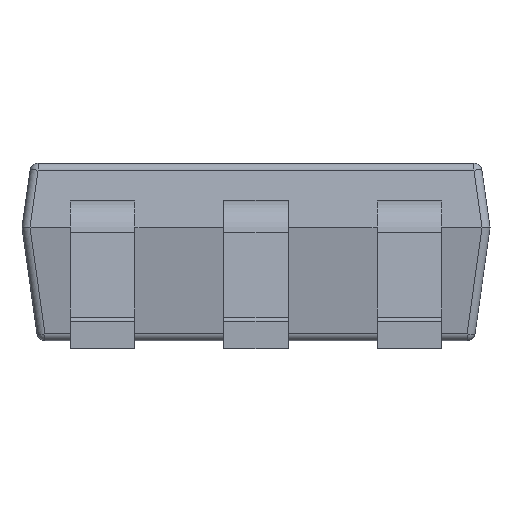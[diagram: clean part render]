
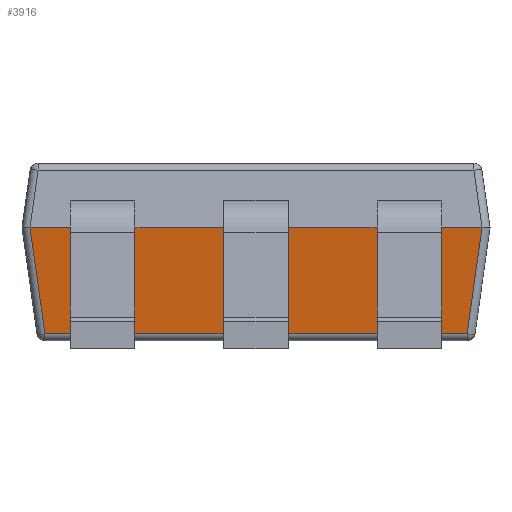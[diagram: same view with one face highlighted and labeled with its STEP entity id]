
A CAD part, front view. The second image highlights one B-rep face of the part: STEP entity #3916.
In plain terms, the highlighted planar face has unit normal (0, -0.99, -0.139).
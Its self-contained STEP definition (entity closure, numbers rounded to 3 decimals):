
#44 = VECTOR ( 'NONE', #14795, 1000. ) ;
#191 = VECTOR ( 'NONE', #4435, 1000. ) ;
#421 = VECTOR ( 'NONE', #17693, 1000. ) ;
#521 = VECTOR ( 'NONE', #14889, 1000. ) ;
#542 = EDGE_CURVE ( 'NONE', #17261, #12556, #1200, .T. ) ;
#544 = DIRECTION ( 'NONE',  ( 1., 0., 0. ) ) ;
#678 = CARTESIAN_POINT ( 'NONE',  ( 1.352, -0.708, -0.657 ) ) ;
#1200 = LINE ( 'NONE', #22032, #44 ) ;
#1796 = ORIENTED_EDGE ( 'NONE', *, *, #3248, .T. ) ;
#2285 = VERTEX_POINT ( 'NONE', #5076 ) ;
#2331 = VERTEX_POINT ( 'NONE', #16494 ) ;
#2607 = VERTEX_POINT ( 'NONE', #7048 ) ;
#2782 = AXIS2_PLACEMENT_3D ( 'NONE', #17853, #21723, #10512 ) ;
#2977 = LINE ( 'NONE', #4724, #8075 ) ;
#3248 = EDGE_CURVE ( 'NONE', #2285, #18561, #9718, .T. ) ;
#3293 = LINE ( 'NONE', #20274, #15522 ) ;
#3743 = EDGE_CURVE ( 'NONE', #20498, #18561, #3293, .T. ) ;
#3916 = ADVANCED_FACE ( 'NONE', ( #4390 ), #13981, .T. ) ;
#4004 = CARTESIAN_POINT ( 'NONE',  ( -1.45, -0.8, 0. ) ) ;
#4390 = FACE_OUTER_BOUND ( 'NONE', #14622, .T. ) ;
#4435 = DIRECTION ( 'NONE',  ( 1., 0., 0. ) ) ;
#4460 = VECTOR ( 'NONE', #9606, 1000. ) ;
#4724 = CARTESIAN_POINT ( 'NONE',  ( -0.5, -0.8, 0. ) ) ;
#4939 = CARTESIAN_POINT ( 'NONE',  ( -1.4, -0.8, 0. ) ) ;
#5076 = CARTESIAN_POINT ( 'NONE',  ( 1.308, -0.708, -0.657 ) ) ;
#7048 = CARTESIAN_POINT ( 'NONE',  ( -0.2, -0.8, 0. ) ) ;
#7288 = CARTESIAN_POINT ( 'NONE',  ( -1.401, -0.801, 0.007 ) ) ;
#7388 = DIRECTION ( 'NONE',  ( 1., 0., 0. ) ) ;
#7473 = VECTOR ( 'NONE', #544, 1000. ) ;
#7673 = ORIENTED_EDGE ( 'NONE', *, *, #542, .F. ) ;
#8047 = LINE ( 'NONE', #678, #191 ) ;
#8075 = VECTOR ( 'NONE', #13951, 1000. ) ;
#8901 = VERTEX_POINT ( 'NONE', #15777 ) ;
#8948 = ORIENTED_EDGE ( 'NONE', *, *, #10910, .F. ) ;
#9338 = EDGE_CURVE ( 'NONE', #8901, #18429, #11961, .T. ) ;
#9340 = ORIENTED_EDGE ( 'NONE', *, *, #3743, .F. ) ;
#9606 = DIRECTION ( 'NONE',  ( 1., 0., 0. ) ) ;
#9718 = LINE ( 'NONE', #16847, #12210 ) ;
#10038 = LINE ( 'NONE', #11890, #7473 ) ;
#10107 = CARTESIAN_POINT ( 'NONE',  ( 0.75, -0.8, 0. ) ) ;
#10330 = VECTOR ( 'NONE', #7388, 1000. ) ;
#10512 = DIRECTION ( 'NONE',  ( 0., 0.139, -0.99 ) ) ;
#10910 = EDGE_CURVE ( 'NONE', #14438, #17261, #15233, .T. ) ;
#11473 = DIRECTION ( 'NONE',  ( 0.138, -0.138, 0.981 ) ) ;
#11890 = CARTESIAN_POINT ( 'NONE',  ( -1.45, -0.8, 0. ) ) ;
#11961 = LINE ( 'NONE', #4004, #421 ) ;
#12210 = VECTOR ( 'NONE', #11473, 1000. ) ;
#12556 = VERTEX_POINT ( 'NONE', #15340 ) ;
#13245 = CARTESIAN_POINT ( 'NONE',  ( -1.45, -0.8, 0. ) ) ;
#13728 = ORIENTED_EDGE ( 'NONE', *, *, #19148, .T. ) ;
#13951 = DIRECTION ( 'NONE',  ( 1., 0., 0. ) ) ;
#13981 = PLANE ( 'NONE',  #2782 ) ;
#14438 = VERTEX_POINT ( 'NONE', #4939 ) ;
#14546 = EDGE_CURVE ( 'NONE', #12556, #2607, #10038, .T. ) ;
#14622 = EDGE_LOOP ( 'NONE', ( #15063, #1796, #9340, #22558, #21382, #21748, #18659, #7673, #8948, #13728 ) ) ;
#14795 = DIRECTION ( 'NONE',  ( 1., 0., 0. ) ) ;
#14889 = DIRECTION ( 'NONE',  ( 0.138, 0.138, -0.981 ) ) ;
#15063 = ORIENTED_EDGE ( 'NONE', *, *, #22738, .T. ) ;
#15116 = LINE ( 'NONE', #13245, #10330 ) ;
#15233 = LINE ( 'NONE', #17099, #4460 ) ;
#15340 = CARTESIAN_POINT ( 'NONE',  ( -0.75, -0.8, 0. ) ) ;
#15430 = CARTESIAN_POINT ( 'NONE',  ( 1.4, -0.8, 0. ) ) ;
#15522 = VECTOR ( 'NONE', #18764, 1000. ) ;
#15553 = EDGE_CURVE ( 'NONE', #2607, #8901, #15116, .T. ) ;
#15777 = CARTESIAN_POINT ( 'NONE',  ( 0.2, -0.8, 0. ) ) ;
#16494 = CARTESIAN_POINT ( 'NONE',  ( -1.308, -0.708, -0.657 ) ) ;
#16847 = CARTESIAN_POINT ( 'NONE',  ( 1.346, -0.746, -0.385 ) ) ;
#17099 = CARTESIAN_POINT ( 'NONE',  ( -1.45, -0.8, 0. ) ) ;
#17261 = VERTEX_POINT ( 'NONE', #18003 ) ;
#17693 = DIRECTION ( 'NONE',  ( 1., 0., 0. ) ) ;
#17824 = EDGE_CURVE ( 'NONE', #18429, #20498, #2977, .T. ) ;
#17853 = CARTESIAN_POINT ( 'NONE',  ( -1.45, -0.8, 0. ) ) ;
#18003 = CARTESIAN_POINT ( 'NONE',  ( -1.15, -0.8, 0. ) ) ;
#18429 = VERTEX_POINT ( 'NONE', #10107 ) ;
#18561 = VERTEX_POINT ( 'NONE', #15430 ) ;
#18659 = ORIENTED_EDGE ( 'NONE', *, *, #14546, .F. ) ;
#18764 = DIRECTION ( 'NONE',  ( 1., 0., 0. ) ) ;
#19148 = EDGE_CURVE ( 'NONE', #14438, #2331, #24415, .T. ) ;
#20274 = CARTESIAN_POINT ( 'NONE',  ( -1.45, -0.8, 0. ) ) ;
#20498 = VERTEX_POINT ( 'NONE', #21276 ) ;
#21276 = CARTESIAN_POINT ( 'NONE',  ( 1.15, -0.8, 0. ) ) ;
#21382 = ORIENTED_EDGE ( 'NONE', *, *, #9338, .F. ) ;
#21723 = DIRECTION ( 'NONE',  ( 0., -0.99, -0.139 ) ) ;
#21748 = ORIENTED_EDGE ( 'NONE', *, *, #15553, .F. ) ;
#22032 = CARTESIAN_POINT ( 'NONE',  ( -2.4, -0.8, 0. ) ) ;
#22558 = ORIENTED_EDGE ( 'NONE', *, *, #17824, .F. ) ;
#22738 = EDGE_CURVE ( 'NONE', #2331, #2285, #8047, .T. ) ;
#24415 = LINE ( 'NONE', #7288, #521 ) ;
